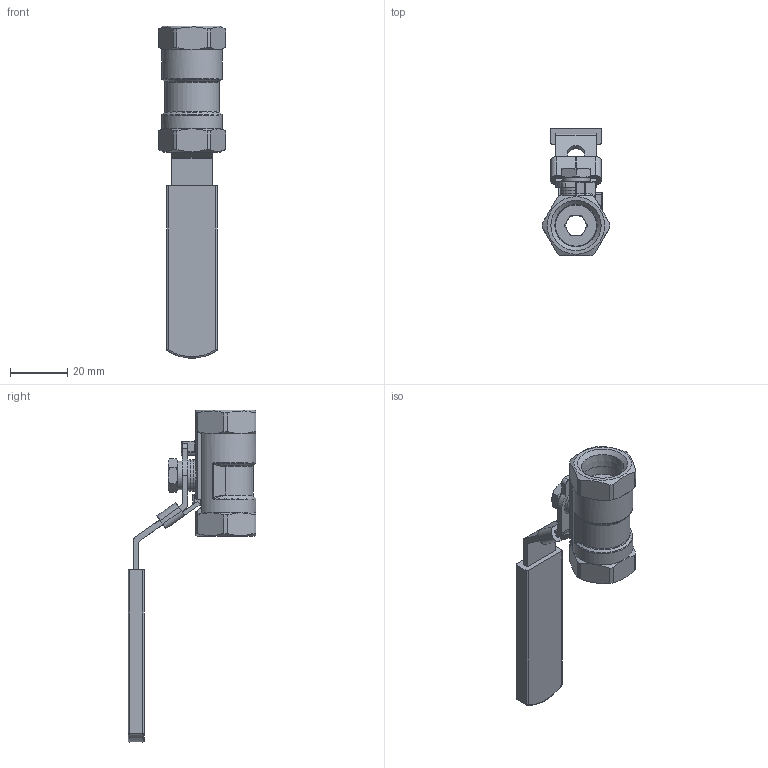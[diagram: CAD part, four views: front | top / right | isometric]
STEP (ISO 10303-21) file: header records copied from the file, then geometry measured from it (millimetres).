
FILE_DESCRIPTION(('STEP AP214'),'1');
FILE_NAME('1PC 3-8.stp','2023-12-06T03:00:40',(' '),(' '),'Spatial InterOp 3D',' ',' ');
FILE_SCHEMA(('AUTOMOTIVE_DESIGN { 1 0 10303 214 1 1 1 1 }'));
Length unit declared in the file: millimetre
Products named in the file (13): 1PC_____ 3/8; 阀体; 阀杆; 小片; 中片; 钢垫; 螺母 ： 标准 - M6.0 x 3.2; 垫圈 ： 单圈弹簧 - M6.0 x 1.6; 侧塞; 手柄; 锁块; 把套
Assembly tree (12 placements, depth 2):
  1PC_____ 3/8
    阀体
    阀杆
    小片
    中片
    钢垫
    钢垫
    螺母 ： 标准 - M6.0 x 3.2
    垫圈 ： 单圈弹簧 - M6.0 x 1.6
    侧塞
    手柄
    锁块
    把套
Bounding box: 23.5 x 44.5 x 115.55 mm (x, y, z)
Volume: 17789.9 mm3; surface area: 16931.8 mm2
Topology: 12 solids, 12 shells, 1000 faces, 2744 edges, 1778 vertices
Faces by surface type: plane 797, cylinder 108, cone 41, bspline 27, torus 18, sphere 9
Full cylindrical faces by diameter (mm): 6 x5, 6.1 x1, 6.2 x2, 7 x1, 8 x2, 8.3 x1, 11 x3, 11.1 x1, 13.4 x1, 14.4 x1, 15.9 x1
Entity records: 42170 total; most frequent: CARTESIAN_POINT 8897, ORIENTED_EDGE 5370, DIRECTION 4811, EDGE_CURVE 2685, LINE 2271, VECTOR 2271, VERTEX_POINT 1770, AXIS2_PLACEMENT_3D 1270
